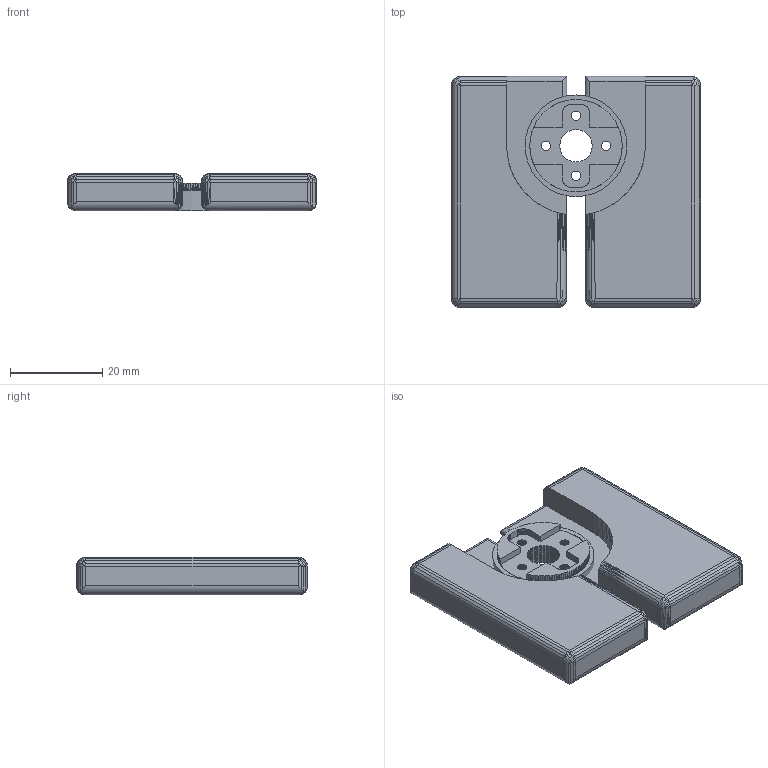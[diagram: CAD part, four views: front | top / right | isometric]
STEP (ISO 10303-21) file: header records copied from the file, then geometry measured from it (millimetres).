
FILE_DESCRIPTION(('STEP AP214'),'1');
FILE_NAME('feet_SG90.3.stp','2023-02-07T11:43:39',(' '),(' '),'Spatial InterOp 3D',' ',' ');
FILE_SCHEMA(('AUTOMOTIVE_DESIGN { 1 0 10303 214 1 1 1 1 }'));
Length unit declared in the file: metre
Products named in the file (1): Solid
Bounding box: 54 x 50 x 8.2 mm (x, y, z)
Volume: 17581.6 mm3; surface area: 8282.1 mm2
Topology: 2 solids, 2 shells, 1036 faces, 2375 edges, 1349 vertices
Faces by surface type: plane 1011, cylinder 25
Full cylindrical faces by diameter (mm): 4.2 x4, 17 x1, 20 x1, 22 x1
Entity records: 36028 total; most frequent: CARTESIAN_POINT 4755, ORIENTED_EDGE 4726, DIRECTION 4564, EDGE_CURVE 2363, LINE 2218, VECTOR 2218, VERTEX_POINT 1344, AXIS2_PLACEMENT_3D 1173
